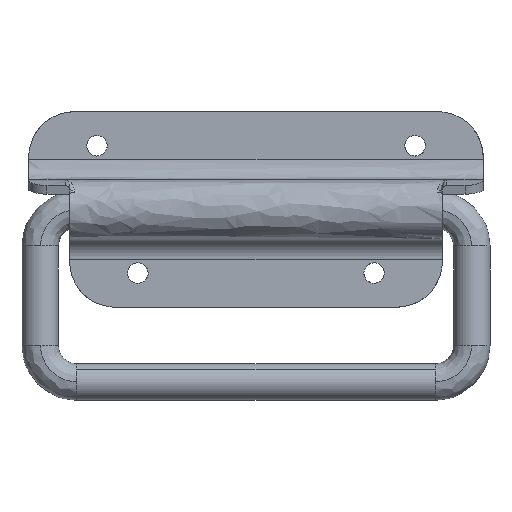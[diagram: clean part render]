
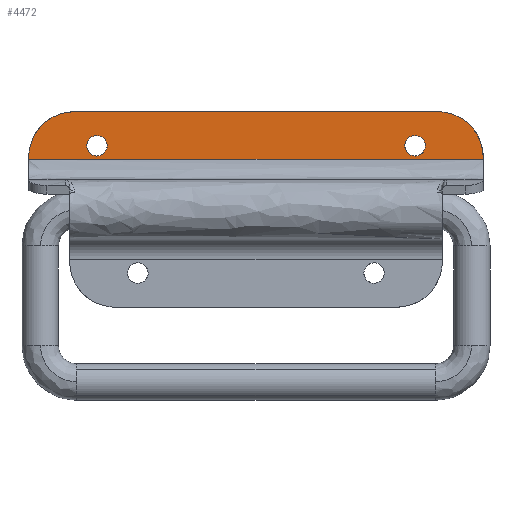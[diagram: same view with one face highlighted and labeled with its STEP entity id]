
A CAD part, front view. The second image highlights one B-rep face of the part: STEP entity #4472.
In plain terms, the highlighted free-form (B-spline) face has degree [1, 1] with [2, 2] control points.
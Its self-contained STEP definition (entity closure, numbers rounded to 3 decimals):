
#1703=CARTESIAN_POINT('',(-32.75,4.5,13.98));
#1704=VERTEX_POINT('',#1703);
#1710=CARTESIAN_POINT('',(-35.0,4.5,16.25));
#1711=VERTEX_POINT('',#1710);
#1712=CARTESIAN_POINT('',(-35.0,4.5,16.25));
#1713=CARTESIAN_POINT('',(-32.75,4.5,16.25));
#1714=CARTESIAN_POINT('',(-32.75,4.5,14.0));
#1715=CARTESIAN_POINT('',(-32.75,4.5,13.99));
#1716=CARTESIAN_POINT('',(-32.75,4.5,13.98));
#1724=(BOUNDED_CURVE()B_SPLINE_CURVE(2,(#1712,#1713,#1714,#1715,#1716),.UNSPECIFIED.,.F.,.U.)B_SPLINE_CURVE_WITH_KNOTS((3,2,3),(0.5,0.75,0.752),.UNSPECIFIED.)CURVE()GEOMETRIC_REPRESENTATION_ITEM()RATIONAL_B_SPLINE_CURVE((1.0,0.707,1.0,0.998,0.996))REPRESENTATION_ITEM(''));
#1725=EDGE_CURVE('',#1711,#1704,#1724,.T.);
#1727=CARTESIAN_POINT('',(-37.233,4.5,14.279));
#1728=VERTEX_POINT('',#1727);
#1729=CARTESIAN_POINT('',(-37.233,4.5,14.279));
#1730=CARTESIAN_POINT('',(-36.986,4.5,16.25));
#1731=CARTESIAN_POINT('',(-35.0,4.5,16.25));
#1739=(BOUNDED_CURVE()B_SPLINE_CURVE(2,(#1729,#1730,#1731),.UNSPECIFIED.,.F.,.U.)B_SPLINE_CURVE_WITH_KNOTS((3,3),(0.271,0.5),.UNSPECIFIED.)CURVE()GEOMETRIC_REPRESENTATION_ITEM()RATIONAL_B_SPLINE_CURVE((0.954,0.732,1.0))REPRESENTATION_ITEM(''));
#1740=EDGE_CURVE('',#1728,#1711,#1739,.T.);
#1790=CARTESIAN_POINT('',(-35.0,4.5,11.75));
#1791=VERTEX_POINT('',#1790);
#1792=CARTESIAN_POINT('',(-35.0,4.5,11.75));
#1793=CARTESIAN_POINT('',(-37.25,4.5,11.75));
#1794=CARTESIAN_POINT('',(-37.25,4.5,14.0));
#1795=CARTESIAN_POINT('',(-37.25,4.5,14.14));
#1796=CARTESIAN_POINT('',(-37.233,4.5,14.279));
#1804=(BOUNDED_CURVE()B_SPLINE_CURVE(2,(#1792,#1793,#1794,#1795,#1796),.UNSPECIFIED.,.F.,.U.)B_SPLINE_CURVE_WITH_KNOTS((3,2,3),(0.0,0.25,0.271),.UNSPECIFIED.)CURVE()GEOMETRIC_REPRESENTATION_ITEM()RATIONAL_B_SPLINE_CURVE((1.0,0.707,1.0,0.975,0.954))REPRESENTATION_ITEM(''));
#1805=EDGE_CURVE('',#1791,#1728,#1804,.T.);
#1807=CARTESIAN_POINT('',(-32.75,4.5,13.98));
#1808=CARTESIAN_POINT('',(-32.77,4.5,11.75));
#1809=CARTESIAN_POINT('',(-35.0,4.5,11.75));
#1817=(BOUNDED_CURVE()B_SPLINE_CURVE(2,(#1807,#1808,#1809),.UNSPECIFIED.,.F.,.U.)B_SPLINE_CURVE_WITH_KNOTS((3,3),(0.752,1.0),.UNSPECIFIED.)CURVE()GEOMETRIC_REPRESENTATION_ITEM()RATIONAL_B_SPLINE_CURVE((0.996,0.709,1.0))REPRESENTATION_ITEM(''));
#1818=EDGE_CURVE('',#1704,#1791,#1817,.T.);
#2261=CARTESIAN_POINT('',(37.25,4.5,13.98));
#2262=VERTEX_POINT('',#2261);
#2268=CARTESIAN_POINT('',(35.0,4.5,16.25));
#2269=VERTEX_POINT('',#2268);
#2270=CARTESIAN_POINT('',(35.0,4.5,16.25));
#2271=CARTESIAN_POINT('',(37.25,4.5,16.25));
#2272=CARTESIAN_POINT('',(37.25,4.5,14.0));
#2273=CARTESIAN_POINT('',(37.25,4.5,13.99));
#2274=CARTESIAN_POINT('',(37.25,4.5,13.98));
#2282=(BOUNDED_CURVE()B_SPLINE_CURVE(2,(#2270,#2271,#2272,#2273,#2274),.UNSPECIFIED.,.F.,.U.)B_SPLINE_CURVE_WITH_KNOTS((3,2,3),(0.5,0.75,0.752),.UNSPECIFIED.)CURVE()GEOMETRIC_REPRESENTATION_ITEM()RATIONAL_B_SPLINE_CURVE((1.0,0.707,1.0,0.998,0.996))REPRESENTATION_ITEM(''));
#2283=EDGE_CURVE('',#2269,#2262,#2282,.T.);
#2285=CARTESIAN_POINT('',(32.767,4.5,14.279));
#2286=VERTEX_POINT('',#2285);
#2287=CARTESIAN_POINT('',(32.767,4.5,14.279));
#2288=CARTESIAN_POINT('',(33.014,4.5,16.25));
#2289=CARTESIAN_POINT('',(35.0,4.5,16.25));
#2297=(BOUNDED_CURVE()B_SPLINE_CURVE(2,(#2287,#2288,#2289),.UNSPECIFIED.,.F.,.U.)B_SPLINE_CURVE_WITH_KNOTS((3,3),(0.271,0.5),.UNSPECIFIED.)CURVE()GEOMETRIC_REPRESENTATION_ITEM()RATIONAL_B_SPLINE_CURVE((0.954,0.732,1.0))REPRESENTATION_ITEM(''));
#2298=EDGE_CURVE('',#2286,#2269,#2297,.T.);
#2348=CARTESIAN_POINT('',(35.0,4.5,11.75));
#2349=VERTEX_POINT('',#2348);
#2350=CARTESIAN_POINT('',(35.0,4.5,11.75));
#2351=CARTESIAN_POINT('',(32.75,4.5,11.75));
#2352=CARTESIAN_POINT('',(32.75,4.5,14.0));
#2353=CARTESIAN_POINT('',(32.75,4.5,14.14));
#2354=CARTESIAN_POINT('',(32.767,4.5,14.279));
#2362=(BOUNDED_CURVE()B_SPLINE_CURVE(2,(#2350,#2351,#2352,#2353,#2354),.UNSPECIFIED.,.F.,.U.)B_SPLINE_CURVE_WITH_KNOTS((3,2,3),(0.0,0.25,0.271),.UNSPECIFIED.)CURVE()GEOMETRIC_REPRESENTATION_ITEM()RATIONAL_B_SPLINE_CURVE((1.0,0.707,1.0,0.975,0.954))REPRESENTATION_ITEM(''));
#2363=EDGE_CURVE('',#2349,#2286,#2362,.T.);
#2365=CARTESIAN_POINT('',(37.25,4.5,13.98));
#2366=CARTESIAN_POINT('',(37.23,4.5,11.75));
#2367=CARTESIAN_POINT('',(35.0,4.5,11.75));
#2375=(BOUNDED_CURVE()B_SPLINE_CURVE(2,(#2365,#2366,#2367),.UNSPECIFIED.,.F.,.U.)B_SPLINE_CURVE_WITH_KNOTS((3,3),(0.752,1.0),.UNSPECIFIED.)CURVE()GEOMETRIC_REPRESENTATION_ITEM()RATIONAL_B_SPLINE_CURVE((0.996,0.709,1.0))REPRESENTATION_ITEM(''));
#2376=EDGE_CURVE('',#2262,#2349,#2375,.T.);
#3450=CARTESIAN_POINT('',(40.0,4.5,21.5));
#3451=VERTEX_POINT('',#3450);
#3457=CARTESIAN_POINT('',(50.0,4.5,11.5));
#3458=VERTEX_POINT('',#3457);
#3459=CARTESIAN_POINT('',(50.0,4.5,11.5));
#3460=CARTESIAN_POINT('',(50.0,4.5,21.5));
#3461=CARTESIAN_POINT('',(40.0,4.5,21.5));
#3469=(BOUNDED_CURVE()B_SPLINE_CURVE(2,(#3459,#3460,#3461),.UNSPECIFIED.,.F.,.U.)CURVE()GEOMETRIC_REPRESENTATION_ITEM()QUASI_UNIFORM_CURVE()RATIONAL_B_SPLINE_CURVE((1.0,0.707,1.0))REPRESENTATION_ITEM(''));
#3470=EDGE_CURVE('',#3458,#3451,#3469,.T.);
#3511=CARTESIAN_POINT('',(-50.0,4.5,11.5));
#3512=VERTEX_POINT('',#3511);
#3518=CARTESIAN_POINT('',(-40.0,4.5,21.5));
#3519=VERTEX_POINT('',#3518);
#3520=CARTESIAN_POINT('',(-40.0,4.5,21.5));
#3521=CARTESIAN_POINT('',(-50.0,4.5,21.5));
#3522=CARTESIAN_POINT('',(-50.0,4.5,11.5));
#3530=(BOUNDED_CURVE()B_SPLINE_CURVE(2,(#3520,#3521,#3522),.UNSPECIFIED.,.F.,.U.)CURVE()GEOMETRIC_REPRESENTATION_ITEM()QUASI_UNIFORM_CURVE()RATIONAL_B_SPLINE_CURVE((1.0,0.707,1.0))REPRESENTATION_ITEM(''));
#3531=EDGE_CURVE('',#3519,#3512,#3530,.T.);
#3714=CARTESIAN_POINT('',(-50.0,4.5,11.));
#3715=VERTEX_POINT('',#3714);
#3729=CARTESIAN_POINT('',(-50.0,4.5,11.5));
#3730=CARTESIAN_POINT('',(-50.0,4.5,11.));
#3731=QUASI_UNIFORM_CURVE('',1,(#3729,#3730),.UNSPECIFIED.,.F.,.U.);
#3732=EDGE_CURVE('',#3512,#3715,#3731,.T.);
#3895=CARTESIAN_POINT('',(50.0,4.5,11.));
#3896=VERTEX_POINT('',#3895);
#3897=CARTESIAN_POINT('',(50.0,4.5,11.5));
#3898=CARTESIAN_POINT('',(50.0,4.5,11.));
#3899=QUASI_UNIFORM_CURVE('',1,(#3897,#3898),.UNSPECIFIED.,.F.,.U.);
#3900=EDGE_CURVE('',#3458,#3896,#3899,.T.);
#4317=CARTESIAN_POINT('',(40.0,4.5,21.5));
#4318=CARTESIAN_POINT('',(-40.0,4.5,21.5));
#4319=QUASI_UNIFORM_CURVE('',1,(#4317,#4318),.UNSPECIFIED.,.F.,.U.);
#4320=EDGE_CURVE('',#3451,#3519,#4319,.T.);
#4340=CARTESIAN_POINT('',(50.0,4.5,11.));
#4341=CARTESIAN_POINT('',(-50.0,4.5,11.));
#4342=QUASI_UNIFORM_CURVE('',1,(#4340,#4341),.UNSPECIFIED.,.F.,.U.);
#4343=EDGE_CURVE('',#3896,#3715,#4342,.T.);
#4447=CARTESIAN_POINT('',(-54.995,4.5,22.024));
#4448=CARTESIAN_POINT('',(-54.995,4.5,10.476));
#4449=CARTESIAN_POINT('',(54.995,4.5,22.024));
#4450=CARTESIAN_POINT('',(54.995,4.5,10.476));
#4451=B_SPLINE_SURFACE_WITH_KNOTS('',1,1,((#4447,#4449),(#4448,#4450)),.UNSPECIFIED.,.F.,.F.,.U.,(2,2),(2,2),(0.0,11.549),(0.0,109.99),.UNSPECIFIED.);
#4452=ORIENTED_EDGE('',*,*,#4320,.T.);
#4453=ORIENTED_EDGE('',*,*,#3531,.T.);
#4454=ORIENTED_EDGE('',*,*,#3732,.T.);
#4455=ORIENTED_EDGE('',*,*,#4343,.F.);
#4456=ORIENTED_EDGE('',*,*,#3900,.F.);
#4457=ORIENTED_EDGE('',*,*,#3470,.T.);
#4458=EDGE_LOOP('',(#4452,#4453,#4454,#4455,#4456,#4457));
#4459=FACE_OUTER_BOUND('',#4458,.T.);
#4460=ORIENTED_EDGE('',*,*,#2283,.T.);
#4461=ORIENTED_EDGE('',*,*,#2376,.T.);
#4462=ORIENTED_EDGE('',*,*,#2363,.T.);
#4463=ORIENTED_EDGE('',*,*,#2298,.T.);
#4464=EDGE_LOOP('',(#4460,#4461,#4462,#4463));
#4465=FACE_BOUND('',#4464,.T.);
#4466=ORIENTED_EDGE('',*,*,#1725,.T.);
#4467=ORIENTED_EDGE('',*,*,#1818,.T.);
#4468=ORIENTED_EDGE('',*,*,#1805,.T.);
#4469=ORIENTED_EDGE('',*,*,#1740,.T.);
#4470=EDGE_LOOP('',(#4466,#4467,#4468,#4469));
#4471=FACE_BOUND('',#4470,.T.);
#4472=ADVANCED_FACE('',(#4459,#4465,#4471),#4451,.T.);
